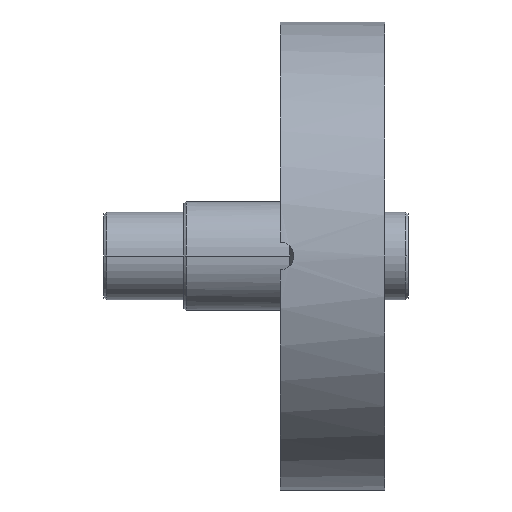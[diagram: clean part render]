
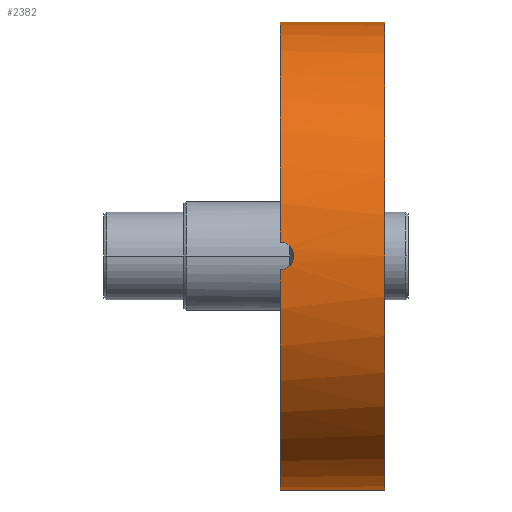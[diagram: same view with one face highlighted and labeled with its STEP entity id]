
A CAD part, left-side view. The second image highlights one B-rep face of the part: STEP entity #2382.
In plain terms, the highlighted cylindrical face has radius 17 mm (diameter 34 mm), a partial arc.
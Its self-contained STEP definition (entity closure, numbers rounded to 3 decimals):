
#4 = ORIENTED_EDGE ( 'NONE', *, *, #2348, .F. ) ;
#53 = CARTESIAN_POINT ( 'NONE',  ( -16.989, -0.799, 0.615 ) ) ;
#72 = VERTEX_POINT ( 'NONE', #1052 ) ;
#143 = CARTESIAN_POINT ( 'NONE',  ( 0., 0., 0. ) ) ;
#164 = DIRECTION ( 'NONE',  ( 0., 0., 1. ) ) ;
#187 = VERTEX_POINT ( 'NONE', #2770 ) ;
#202 = CIRCLE ( 'NONE', #2214, 17. ) ;
#247 = CARTESIAN_POINT ( 'NONE',  ( -16.971, -0.264, -1. ) ) ;
#258 = CARTESIAN_POINT ( 'NONE',  ( -16.998, -0.974, -0.261 ) ) ;
#272 = CARTESIAN_POINT ( 'NONE',  ( 0., -7.6, -17. ) ) ;
#293 = CIRCLE ( 'NONE', #2599, 17. ) ;
#357 = CARTESIAN_POINT ( 'NONE',  ( 0., -7.6, -17. ) ) ;
#374 = DIRECTION ( 'NONE',  ( 0., 1., 0. ) ) ;
#430 = DIRECTION ( 'NONE',  ( 0., 0., 1. ) ) ;
#482 = CARTESIAN_POINT ( 'NONE',  ( -16.989, -0.801, -0.613 ) ) ;
#493 = CARTESIAN_POINT ( 'NONE',  ( -16.978, -0.521, -0.893 ) ) ;
#505 = CARTESIAN_POINT ( 'NONE',  ( -16.993, -0.874, -0.503 ) ) ;
#628 = DIRECTION ( 'NONE',  ( 0., 0., 1. ) ) ;
#647 = VERTEX_POINT ( 'NONE', #696 ) ;
#696 = CARTESIAN_POINT ( 'NONE',  ( -16.971, 0., -1. ) ) ;
#733 = CARTESIAN_POINT ( 'NONE',  ( 0., -7.6, 17. ) ) ;
#755 = EDGE_CURVE ( 'NONE', #72, #647, #2575, .T. ) ;
#864 = CARTESIAN_POINT ( 'NONE',  ( 0., -7.6, 0. ) ) ;
#872 = CIRCLE ( 'NONE', #2861, 17. ) ;
#966 = CARTESIAN_POINT ( 'NONE',  ( -17., -1., 0.131 ) ) ;
#1052 = CARTESIAN_POINT ( 'NONE',  ( -16.971, 0., 1. ) ) ;
#1076 = VERTEX_POINT ( 'NONE', #733 ) ;
#1090 = EDGE_CURVE ( 'NONE', #2116, #1076, #202, .T. ) ;
#1181 = VERTEX_POINT ( 'NONE', #2217 ) ;
#1185 = CARTESIAN_POINT ( 'NONE',  ( -16.972, -0.262, 0.974 ) ) ;
#1233 = EDGE_CURVE ( 'NONE', #1076, #1181, #2167, .T. ) ;
#1305 = CYLINDRICAL_SURFACE ( 'NONE', #1658, 17. ) ;
#1389 = ORIENTED_EDGE ( 'NONE', *, *, #1777, .F. ) ;
#1415 = CARTESIAN_POINT ( 'NONE',  ( 0., -7.6, 17. ) ) ;
#1442 = CARTESIAN_POINT ( 'NONE',  ( -16.981, -0.615, 0.799 ) ) ;
#1491 = EDGE_LOOP ( 'NONE', ( #4, #2427, #2340, #2155, #2584, #1389 ) ) ;
#1503 = CARTESIAN_POINT ( 'NONE',  ( 0., 0., 0. ) ) ;
#1507 = LINE ( 'NONE', #357, #2353 ) ;
#1627 = CARTESIAN_POINT ( 'NONE',  ( -16.978, -0.504, 0.874 ) ) ;
#1639 = CARTESIAN_POINT ( 'NONE',  ( -16.998, -0.974, 0.263 ) ) ;
#1652 = CARTESIAN_POINT ( 'NONE',  ( -16.993, -0.874, 0.503 ) ) ;
#1658 = AXIS2_PLACEMENT_3D ( 'NONE', #1938, #2639, #164 ) ;
#1777 = EDGE_CURVE ( 'NONE', #187, #647, #293, .T. ) ;
#1788 = VECTOR ( 'NONE', #2625, 1000. ) ;
#1938 = CARTESIAN_POINT ( 'NONE',  ( 0., -7.6, 0. ) ) ;
#2060 = CARTESIAN_POINT ( 'NONE',  ( -16.971, 0., -1. ) ) ;
#2095 = CARTESIAN_POINT ( 'NONE',  ( -16.971, 0., 1. ) ) ;
#2116 = VERTEX_POINT ( 'NONE', #272 ) ;
#2155 = ORIENTED_EDGE ( 'NONE', *, *, #2336, .F. ) ;
#2167 = LINE ( 'NONE', #1415, #1788 ) ;
#2177 = DIRECTION ( 'NONE',  ( 0., 1., 0. ) ) ;
#2214 = AXIS2_PLACEMENT_3D ( 'NONE', #864, #2234, #430 ) ;
#2217 = CARTESIAN_POINT ( 'NONE',  ( 0., 0., 17. ) ) ;
#2234 = DIRECTION ( 'NONE',  ( 0., 1., 0. ) ) ;
#2336 = EDGE_CURVE ( 'NONE', #72, #1181, #872, .T. ) ;
#2340 = ORIENTED_EDGE ( 'NONE', *, *, #1233, .T. ) ;
#2348 = EDGE_CURVE ( 'NONE', #2116, #187, #1507, .T. ) ;
#2353 = VECTOR ( 'NONE', #2837, 1000. ) ;
#2382 = ADVANCED_FACE ( 'NONE', ( #2499 ), #1305, .T. ) ;
#2410 = DIRECTION ( 'NONE',  ( 0., 0., 1. ) ) ;
#2427 = ORIENTED_EDGE ( 'NONE', *, *, #1090, .T. ) ;
#2499 = FACE_OUTER_BOUND ( 'NONE', #1491, .T. ) ;
#2575 = B_SPLINE_CURVE_WITH_KNOTS ( 'NONE', 3,
 ( #2095, #2807, #1185, #1627, #1442, #53, #1652, #1639, #966, #2722, #258, #505, #482, #493, #247, #2060 ),
 .UNSPECIFIED., .F., .F.,
 ( 4, 2, 2, 2, 2, 2, 2, 4 ),
 ( 0., 0., 0.001, 0.001, 0.002, 0.002, 0.002, 0.003 ),
 .UNSPECIFIED. ) ;
#2584 = ORIENTED_EDGE ( 'NONE', *, *, #755, .T. ) ;
#2599 = AXIS2_PLACEMENT_3D ( 'NONE', #143, #2177, #2410 ) ;
#2625 = DIRECTION ( 'NONE',  ( 0., 1., 0. ) ) ;
#2639 = DIRECTION ( 'NONE',  ( 0., 1., 0. ) ) ;
#2722 = CARTESIAN_POINT ( 'NONE',  ( -17., -1., -0.13 ) ) ;
#2770 = CARTESIAN_POINT ( 'NONE',  ( 0., 0., -17. ) ) ;
#2807 = CARTESIAN_POINT ( 'NONE',  ( -16.971, -0.132, 1. ) ) ;
#2837 = DIRECTION ( 'NONE',  ( 0., 1., 0. ) ) ;
#2861 = AXIS2_PLACEMENT_3D ( 'NONE', #1503, #374, #628 ) ;
